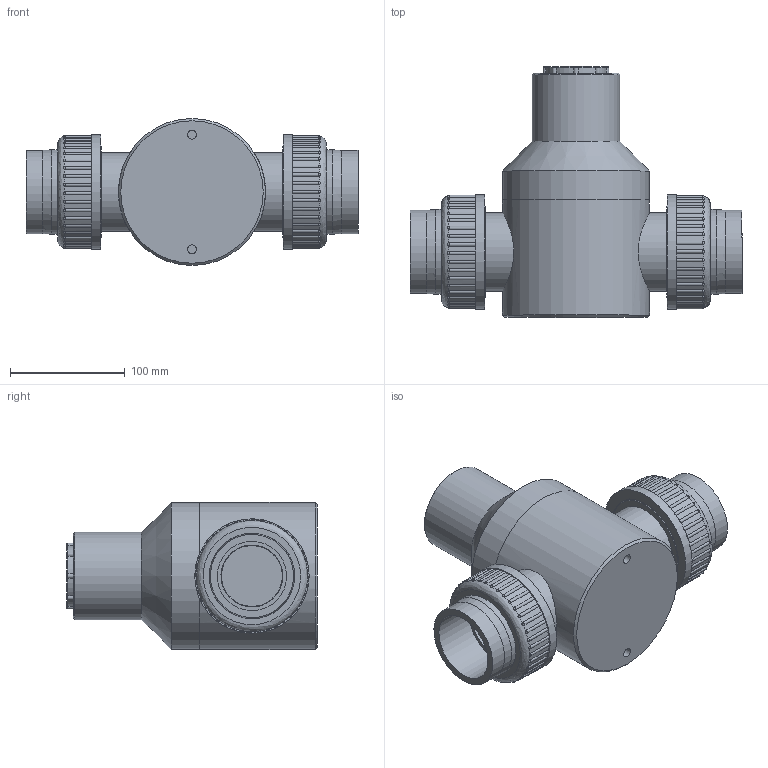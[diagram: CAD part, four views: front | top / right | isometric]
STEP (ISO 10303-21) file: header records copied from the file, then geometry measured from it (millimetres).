
FILE_DESCRIPTION (( 'STEP AP214' ), '1' );
FILE_NAME ('63-1102-7X.STEP', '2019-08-06T14:28:17', ( '' ), ( '' ), 'SwSTEP 2.0', 'SolidWorks 2019', '' );
FILE_SCHEMA (( 'AUTOMOTIVE_DESIGN' ));
Length unit declared in the file: millimetre
Products named in the file (16): 63mm Dust Cap; 729511111_01 - ABS; 63mm union stub - ABS; 729511111_03 - ABS; Body detail - ABS 60_63mm or 2; PVC Bonnet all size; 63-1102-7X; Body detail - ABS 60; PVC Bonnet all size_63mm PVC-304
Assembly tree (9 placements, depth 2):
  63mm Dust Cap
  63mm union stub - ABS
  729511111_01 - ABS
  63mm union stub - ABS
  PVC Bonnet all size
Bounding box: 289.07 x 218.4 x 128 mm (x, y, z)
Volume: 2453058.9 mm3; surface area: 333073.6 mm2
Topology: 9 solids, 9 shells, 374 faces, 1066 edges, 702 vertices
Faces by surface type: cylinder 211, bspline 90, plane 42, torus 16, cone 15
Full cylindrical faces by diameter (mm): 7.938 x2, 53 x2, 54 x2, 58 x2, 60.3 x2, 68.4 x2, 68.5 x2, 70 x2, 72.5 x2, 74 x2, 74.3 x2, 76 x1, 78.4 x4, 79.903 x2, 99.7 x2, 128 x2
Entity records: 11105 total; most frequent: CARTESIAN_POINT 5924, ORIENTED_EDGE 1014, DIRECTION 977, EDGE_CURVE 507, AXIS2_PLACEMENT_3D 437, VERTEX_POINT 349, EDGE_LOOP 262, CIRCLE 256
